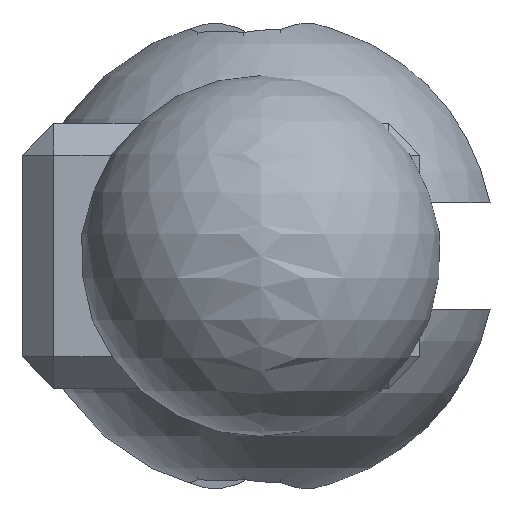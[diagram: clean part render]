
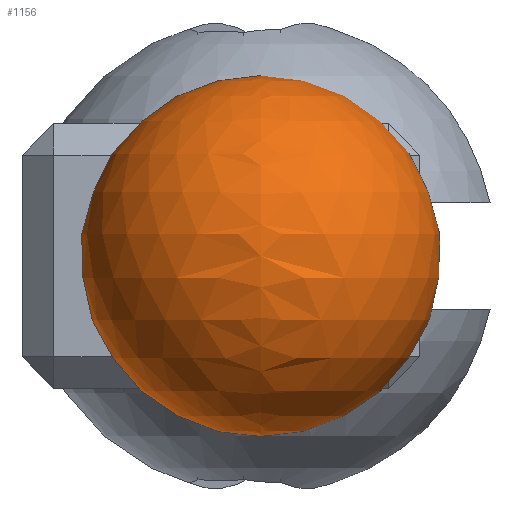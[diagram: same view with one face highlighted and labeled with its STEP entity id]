
A CAD part, left-side view. The second image highlights one B-rep face of the part: STEP entity #1156.
In plain terms, the highlighted spherical face has radius 3.4 mm.
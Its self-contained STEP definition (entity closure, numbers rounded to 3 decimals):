
#16=FACE_BOUND('',#385,.T.);
#29=SPHERICAL_SURFACE('',#1306,3.4);
#316=FACE_OUTER_BOUND('',#384,.T.);
#384=EDGE_LOOP('',(#1045,#1046));
#385=EDGE_LOOP('',(#1047));
#450=CIRCLE('',#1305,2.);
#451=CIRCLE('',#1307,3.4);
#573=VERTEX_POINT('',#2034);
#574=VERTEX_POINT('',#2038);
#575=VERTEX_POINT('',#2039);
#742=EDGE_CURVE('',#573,#573,#450,.T.);
#743=EDGE_CURVE('',#574,#575,#451,.T.);
#1045=ORIENTED_EDGE('',*,*,#743,.T.);
#1046=ORIENTED_EDGE('',*,*,#743,.F.);
#1047=ORIENTED_EDGE('',*,*,#742,.T.);
#1156=ADVANCED_FACE('',(#316,#16),#29,.T.);
#1305=AXIS2_PLACEMENT_3D('',#2036,#1656,#1657);
#1306=AXIS2_PLACEMENT_3D('',#2037,#1658,#1659);
#1307=AXIS2_PLACEMENT_3D('',#2040,#1660,#1661);
#1656=DIRECTION('center_axis',(-1.,0.,0.));
#1657=DIRECTION('ref_axis',(0.,0.,1.));
#1658=DIRECTION('center_axis',(0.,0.,1.));
#1659=DIRECTION('ref_axis',(1.,0.,0.));
#1660=DIRECTION('center_axis',(0.,-1.,0.));
#1661=DIRECTION('ref_axis',(-1.,0.,0.));
#2034=CARTESIAN_POINT('',(-13.596,3.,0.679));
#2036=CARTESIAN_POINT('Origin',(-13.596,3.,-1.321));
#2037=CARTESIAN_POINT('Origin',(-16.345,3.,-1.321));
#2038=CARTESIAN_POINT('',(-16.345,3.,2.079));
#2039=CARTESIAN_POINT('',(-16.345,3.,-4.721));
#2040=CARTESIAN_POINT('Origin',(-16.345,3.,-1.321));
